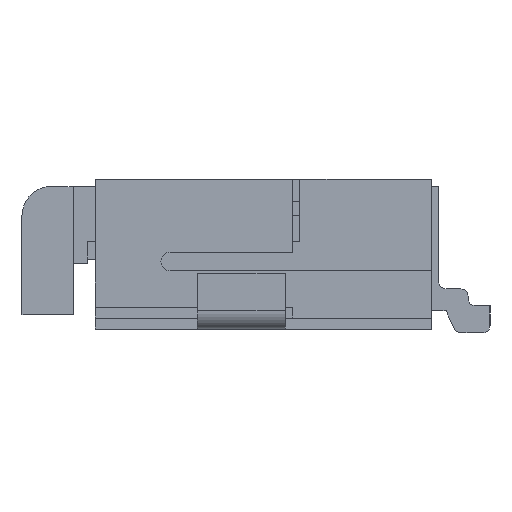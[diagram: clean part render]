
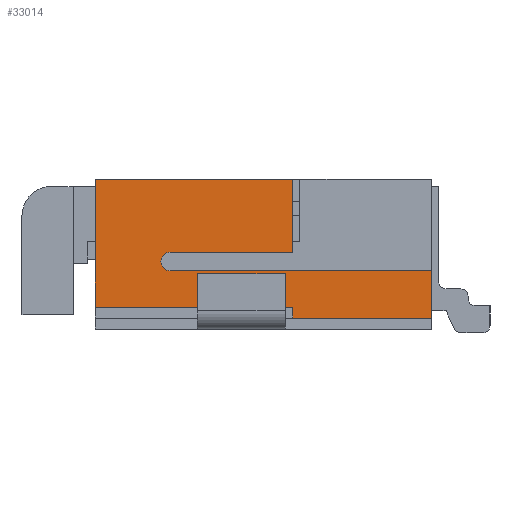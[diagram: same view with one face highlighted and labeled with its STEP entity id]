
A CAD part, left-side view. The second image highlights one B-rep face of the part: STEP entity #33014.
In plain terms, the highlighted planar face has unit normal (-1, 0, 0).
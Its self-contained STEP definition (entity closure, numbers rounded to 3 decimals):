
#338=CIRCLE('',#34772,0.125);
#980=FACE_OUTER_BOUND('',#2721,.T.);
#2721=EDGE_LOOP('',(#21564,#21565,#21566,#21567,#21568,#21569,#21570,#21571,
#21572,#21573));
#4459=LINE('',#46305,#8846);
#4481=LINE('',#46354,#8868);
#4483=LINE('',#46358,#8870);
#4484=LINE('',#46360,#8871);
#4485=LINE('',#46362,#8872);
#4486=LINE('',#46364,#8873);
#4487=LINE('',#46368,#8874);
#4488=LINE('',#46369,#8875);
#4489=LINE('',#46370,#8876);
#8846=VECTOR('',#37153,1.);
#8868=VECTOR('',#37185,1.);
#8870=VECTOR('',#37189,1.);
#8871=VECTOR('',#37190,1.);
#8872=VECTOR('',#37191,1.);
#8873=VECTOR('',#37192,1.);
#8874=VECTOR('',#37195,1.);
#8875=VECTOR('',#37196,1.);
#8876=VECTOR('',#37197,1.);
#13233=VERTEX_POINT('',#46302);
#13234=VERTEX_POINT('',#46304);
#13255=VERTEX_POINT('',#46351);
#13256=VERTEX_POINT('',#46353);
#13257=VERTEX_POINT('',#46357);
#13258=VERTEX_POINT('',#46359);
#13259=VERTEX_POINT('',#46361);
#13260=VERTEX_POINT('',#46363);
#13261=VERTEX_POINT('',#46365);
#13262=VERTEX_POINT('',#46367);
#16513=EDGE_CURVE('',#13233,#13234,#4459,.T.);
#16536=EDGE_CURVE('',#13256,#13255,#4481,.T.);
#16538=EDGE_CURVE('',#13257,#13255,#4483,.T.);
#16539=EDGE_CURVE('',#13258,#13257,#4484,.T.);
#16540=EDGE_CURVE('',#13259,#13258,#4485,.T.);
#16541=EDGE_CURVE('',#13259,#13260,#4486,.T.);
#16542=EDGE_CURVE('',#13261,#13260,#338,.T.);
#16543=EDGE_CURVE('',#13261,#13262,#4487,.T.);
#16544=EDGE_CURVE('',#13262,#13234,#4488,.T.);
#16545=EDGE_CURVE('',#13233,#13256,#4489,.T.);
#21564=ORIENTED_EDGE('',*,*,#16536,.T.);
#21565=ORIENTED_EDGE('',*,*,#16538,.F.);
#21566=ORIENTED_EDGE('',*,*,#16539,.F.);
#21567=ORIENTED_EDGE('',*,*,#16540,.F.);
#21568=ORIENTED_EDGE('',*,*,#16541,.T.);
#21569=ORIENTED_EDGE('',*,*,#16542,.F.);
#21570=ORIENTED_EDGE('',*,*,#16543,.T.);
#21571=ORIENTED_EDGE('',*,*,#16544,.T.);
#21572=ORIENTED_EDGE('',*,*,#16513,.F.);
#21573=ORIENTED_EDGE('',*,*,#16545,.T.);
#31591=PLANE('',#34771);
#33014=ADVANCED_FACE('',(#980),#31591,.T.);
#34771=AXIS2_PLACEMENT_3D('',#46356,#37187,#37188);
#34772=AXIS2_PLACEMENT_3D('',#46366,#37193,#37194);
#37153=DIRECTION('',(0.,-1.,0.));
#37185=DIRECTION('',(0.,-1.,0.));
#37187=DIRECTION('center_axis',(-1.,0.,0.));
#37188=DIRECTION('ref_axis',(0.,0.,1.));
#37189=DIRECTION('',(0.,0.,1.));
#37190=DIRECTION('',(0.,1.,0.));
#37191=DIRECTION('',(0.,0.,-1.));
#37192=DIRECTION('',(0.,1.,0.));
#37193=DIRECTION('center_axis',(-1.,0.,0.));
#37194=DIRECTION('ref_axis',(0.,0.,1.));
#37195=DIRECTION('',(0.,-1.,0.));
#37196=DIRECTION('',(0.,0.,1.));
#37197=DIRECTION('',(0.,0.,-1.));
#46302=CARTESIAN_POINT('',(-24.05,10.487,19.2));
#46304=CARTESIAN_POINT('',(-24.05,7.787,19.2));
#46305=CARTESIAN_POINT('',(-24.05,10.487,19.2));
#46351=CARTESIAN_POINT('',(-24.05,7.787,17.45));
#46353=CARTESIAN_POINT('',(-24.05,10.487,17.45));
#46354=CARTESIAN_POINT('',(-24.05,10.487,17.45));
#46356=CARTESIAN_POINT('Origin',(-24.05,10.487,18.9));
#46357=CARTESIAN_POINT('',(-24.05,7.787,17.3));
#46358=CARTESIAN_POINT('',(-24.05,7.787,18.9));
#46359=CARTESIAN_POINT('',(-24.05,5.887,17.3));
#46360=CARTESIAN_POINT('',(-24.05,10.487,17.3));
#46361=CARTESIAN_POINT('',(-24.05,5.887,17.95));
#46362=CARTESIAN_POINT('',(-24.05,5.887,18.9));
#46363=CARTESIAN_POINT('',(-24.05,9.462,17.95));
#46364=CARTESIAN_POINT('',(-24.05,10.487,17.95));
#46365=CARTESIAN_POINT('',(-24.05,9.462,18.2));
#46366=CARTESIAN_POINT('Origin',(-24.05,9.462,18.075));
#46367=CARTESIAN_POINT('',(-24.05,7.787,18.2));
#46368=CARTESIAN_POINT('',(-24.05,10.487,18.2));
#46369=CARTESIAN_POINT('',(-24.05,7.787,18.9));
#46370=CARTESIAN_POINT('',(-24.05,10.487,18.9));
